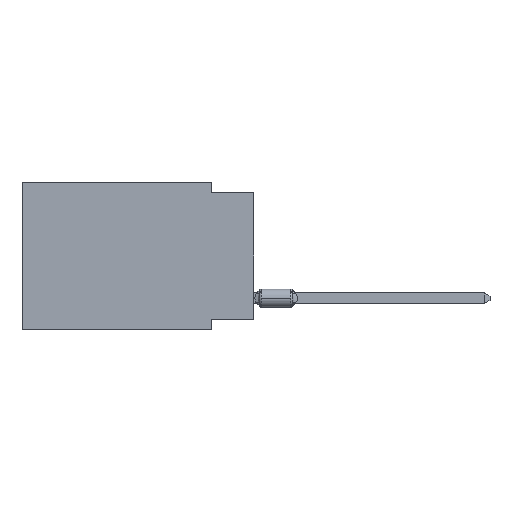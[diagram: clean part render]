
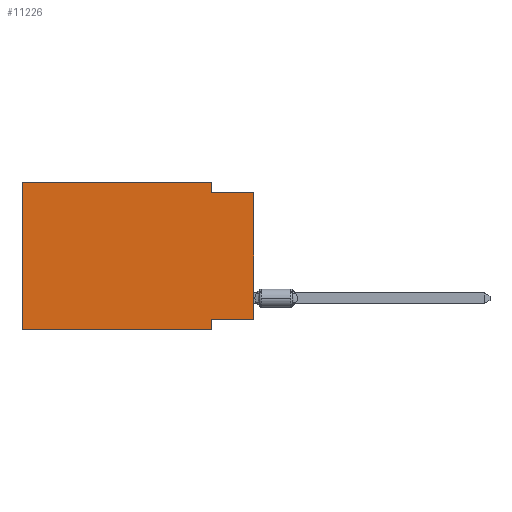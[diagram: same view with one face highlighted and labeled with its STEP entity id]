
A CAD part, left-side view. The second image highlights one B-rep face of the part: STEP entity #11226.
In plain terms, the highlighted planar face has unit normal (-1, 0, 0).
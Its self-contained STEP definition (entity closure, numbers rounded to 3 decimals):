
#156 = VECTOR ( 'NONE', #11130, 1000. ) ;
#301 = VERTEX_POINT ( 'NONE', #1738 ) ;
#351 = CARTESIAN_POINT ( 'NONE',  ( 0., 2.54, -8.89 ) ) ;
#627 = CARTESIAN_POINT ( 'NONE',  ( 0., 0., -0.635 ) ) ;
#921 = CARTESIAN_POINT ( 'NONE',  ( 0., 0., -0.635 ) ) ;
#1226 = VERTEX_POINT ( 'NONE', #10382 ) ;
#1367 = CARTESIAN_POINT ( 'NONE',  ( 0., 2.54, -8.89 ) ) ;
#1560 = VERTEX_POINT ( 'NONE', #5002 ) ;
#1738 = CARTESIAN_POINT ( 'NONE',  ( 0., 2.54, -0.635 ) ) ;
#2037 = DIRECTION ( 'NONE',  ( 0., 1., 0. ) ) ;
#2074 = ORIENTED_EDGE ( 'NONE', *, *, #8184, .F. ) ;
#2086 = VERTEX_POINT ( 'NONE', #351 ) ;
#2280 = VECTOR ( 'NONE', #8382, 1000. ) ;
#2393 = PLANE ( 'NONE',  #9655 ) ;
#2598 = ORIENTED_EDGE ( 'NONE', *, *, #6653, .F. ) ;
#3031 = CARTESIAN_POINT ( 'NONE',  ( 0., 0., 0. ) ) ;
#3927 = VERTEX_POINT ( 'NONE', #12363 ) ;
#4006 = DIRECTION ( 'NONE',  ( 0., -1., 0. ) ) ;
#5002 = CARTESIAN_POINT ( 'NONE',  ( 0., 2.54, -8.255 ) ) ;
#5214 = EDGE_LOOP ( 'NONE', ( #9117, #2598, #6475, #13423, #2074, #12508, #10228, #6768 ) ) ;
#5266 = EDGE_CURVE ( 'NONE', #1560, #2086, #6482, .T. ) ;
#5413 = FACE_OUTER_BOUND ( 'NONE', #5214, .T. ) ;
#5546 = EDGE_CURVE ( 'NONE', #3927, #1560, #9624, .T. ) ;
#6051 = EDGE_CURVE ( 'NONE', #3927, #8887, #10317, .T. ) ;
#6354 = DIRECTION ( 'NONE',  ( 0., 0., -1. ) ) ;
#6475 = ORIENTED_EDGE ( 'NONE', *, *, #10660, .F. ) ;
#6482 = LINE ( 'NONE', #1367, #10334 ) ;
#6538 = DIRECTION ( 'NONE',  ( 0., -1., 0. ) ) ;
#6653 = EDGE_CURVE ( 'NONE', #301, #8887, #9935, .T. ) ;
#6768 = ORIENTED_EDGE ( 'NONE', *, *, #5546, .F. ) ;
#6923 = VERTEX_POINT ( 'NONE', #12162 ) ;
#7234 = LINE ( 'NONE', #9280, #9545 ) ;
#7579 = CARTESIAN_POINT ( 'NONE',  ( 0., 0., -8.255 ) ) ;
#7755 = EDGE_CURVE ( 'NONE', #6923, #1226, #11271, .T. ) ;
#8184 = EDGE_CURVE ( 'NONE', #8338, #6923, #9351, .T. ) ;
#8267 = CARTESIAN_POINT ( 'NONE',  ( 0., 13.97, 0. ) ) ;
#8338 = VERTEX_POINT ( 'NONE', #11934 ) ;
#8382 = DIRECTION ( 'NONE',  ( 0., -1., 0. ) ) ;
#8399 = DIRECTION ( 'NONE',  ( 0., 0., 1. ) ) ;
#8602 = VECTOR ( 'NONE', #2037, 1000. ) ;
#8612 = VECTOR ( 'NONE', #8399, 1000. ) ;
#8698 = DIRECTION ( 'NONE',  ( 0., 0., -1. ) ) ;
#8887 = VERTEX_POINT ( 'NONE', #921 ) ;
#9117 = ORIENTED_EDGE ( 'NONE', *, *, #6051, .T. ) ;
#9280 = CARTESIAN_POINT ( 'NONE',  ( 0., 2.54, 0. ) ) ;
#9351 = LINE ( 'NONE', #11670, #8612 ) ;
#9523 = LINE ( 'NONE', #10484, #12709 ) ;
#9535 = DIRECTION ( 'NONE',  ( 1., 0., 0. ) ) ;
#9545 = VECTOR ( 'NONE', #13357, 1000. ) ;
#9624 = LINE ( 'NONE', #7579, #8602 ) ;
#9655 = AXIS2_PLACEMENT_3D ( 'NONE', #12799, #9535, #6354 ) ;
#9935 = LINE ( 'NONE', #627, #2280 ) ;
#10228 = ORIENTED_EDGE ( 'NONE', *, *, #5266, .F. ) ;
#10317 = LINE ( 'NONE', #3031, #156 ) ;
#10334 = VECTOR ( 'NONE', #8698, 1000. ) ;
#10382 = CARTESIAN_POINT ( 'NONE',  ( 0., 2.54, 0. ) ) ;
#10484 = CARTESIAN_POINT ( 'NONE',  ( 0., 13.97, -8.89 ) ) ;
#10660 = EDGE_CURVE ( 'NONE', #1226, #301, #7234, .T. ) ;
#10784 = VECTOR ( 'NONE', #4006, 1000. ) ;
#11130 = DIRECTION ( 'NONE',  ( 0., 0., 1. ) ) ;
#11226 = ADVANCED_FACE ( 'NONE', ( #5413 ), #2393, .F. ) ;
#11271 = LINE ( 'NONE', #8267, #10784 ) ;
#11670 = CARTESIAN_POINT ( 'NONE',  ( 0., 13.97, 0. ) ) ;
#11710 = EDGE_CURVE ( 'NONE', #8338, #2086, #9523, .T. ) ;
#11934 = CARTESIAN_POINT ( 'NONE',  ( 0., 13.97, -8.89 ) ) ;
#12162 = CARTESIAN_POINT ( 'NONE',  ( 0., 13.97, 0. ) ) ;
#12363 = CARTESIAN_POINT ( 'NONE',  ( 0., 0., -8.255 ) ) ;
#12508 = ORIENTED_EDGE ( 'NONE', *, *, #11710, .T. ) ;
#12709 = VECTOR ( 'NONE', #6538, 1000. ) ;
#12799 = CARTESIAN_POINT ( 'NONE',  ( 0., 13.97, 0. ) ) ;
#13357 = DIRECTION ( 'NONE',  ( 0., 0., -1. ) ) ;
#13423 = ORIENTED_EDGE ( 'NONE', *, *, #7755, .F. ) ;
